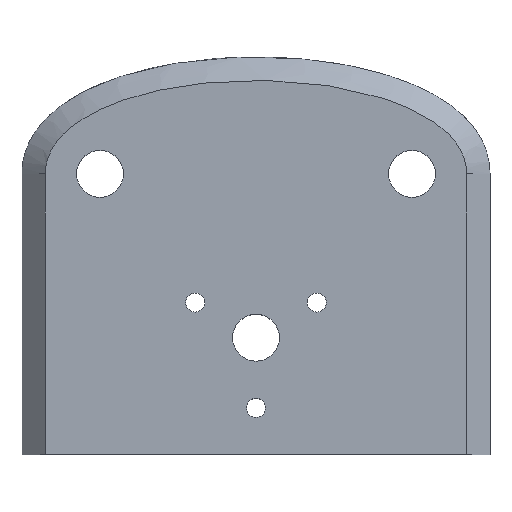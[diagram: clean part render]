
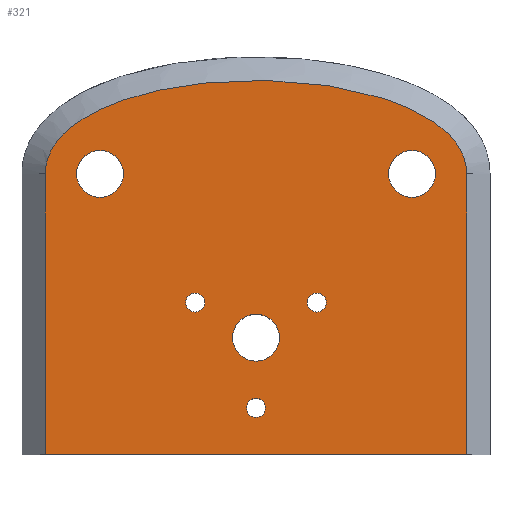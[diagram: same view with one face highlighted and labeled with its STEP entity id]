
A CAD part, top view. The second image highlights one B-rep face of the part: STEP entity #321.
In plain terms, the highlighted planar face has unit normal (0, 0, 1).
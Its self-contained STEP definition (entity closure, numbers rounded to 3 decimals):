
#15=FACE_BOUND('',#68,.T.);
#16=FACE_BOUND('',#69,.T.);
#17=FACE_BOUND('',#70,.T.);
#18=FACE_BOUND('',#71,.T.);
#19=FACE_BOUND('',#72,.T.);
#20=FACE_BOUND('',#73,.T.);
#27=B_SPLINE_CURVE_WITH_KNOTS('',3,(#565,#566,#567,#568,#569,#570,#571,
#572,#573,#574,#575),.UNSPECIFIED.,.F.,.F.,(4,1,1,1,1,1,1,1,4),(-2.,-1.929,
-1.857,-1.714,-1.429,-1.286,
-1.143,-1.071,-1.),.UNSPECIFIED.);
#37=PLANE('',#372);
#52=FACE_OUTER_BOUND('',#67,.T.);
#67=EDGE_LOOP('',(#276,#277,#278,#279));
#68=EDGE_LOOP('',(#280,#281));
#69=EDGE_LOOP('',(#282,#283));
#70=EDGE_LOOP('',(#284,#285));
#71=EDGE_LOOP('',(#286,#287));
#72=EDGE_LOOP('',(#288,#289));
#73=EDGE_LOOP('',(#290,#291));
#90=LINE('',#517,#112);
#93=LINE('',#591,#115);
#101=LINE('',#617,#123);
#112=VECTOR('',#435,10.);
#115=VECTOR('',#440,10.);
#123=VECTOR('',#452,10.);
#125=CIRCLE('',#344,0.611);
#126=CIRCLE('',#345,0.611);
#128=CIRCLE('',#348,0.611);
#129=CIRCLE('',#349,0.611);
#131=CIRCLE('',#352,0.611);
#132=CIRCLE('',#353,0.611);
#134=CIRCLE('',#356,1.5);
#135=CIRCLE('',#357,1.5);
#137=CIRCLE('',#360,1.5);
#138=CIRCLE('',#361,1.5);
#140=CIRCLE('',#364,1.5);
#141=CIRCLE('',#365,1.5);
#143=VERTEX_POINT('',#462);
#144=VERTEX_POINT('',#463);
#146=VERTEX_POINT('',#470);
#147=VERTEX_POINT('',#471);
#149=VERTEX_POINT('',#478);
#150=VERTEX_POINT('',#479);
#152=VERTEX_POINT('',#486);
#153=VERTEX_POINT('',#487);
#155=VERTEX_POINT('',#494);
#156=VERTEX_POINT('',#495);
#158=VERTEX_POINT('',#502);
#159=VERTEX_POINT('',#503);
#161=VERTEX_POINT('',#510);
#164=VERTEX_POINT('',#515);
#166=VERTEX_POINT('',#563);
#168=VERTEX_POINT('',#589);
#173=EDGE_CURVE('',#143,#144,#125,.T.);
#174=EDGE_CURVE('',#144,#143,#126,.T.);
#177=EDGE_CURVE('',#146,#147,#128,.T.);
#178=EDGE_CURVE('',#147,#146,#129,.T.);
#181=EDGE_CURVE('',#149,#150,#131,.T.);
#182=EDGE_CURVE('',#150,#149,#132,.T.);
#185=EDGE_CURVE('',#152,#153,#134,.T.);
#186=EDGE_CURVE('',#153,#152,#135,.T.);
#189=EDGE_CURVE('',#155,#156,#137,.T.);
#190=EDGE_CURVE('',#156,#155,#138,.T.);
#193=EDGE_CURVE('',#158,#159,#140,.T.);
#194=EDGE_CURVE('',#159,#158,#141,.T.);
#200=EDGE_CURVE('',#164,#161,#90,.T.);
#202=EDGE_CURVE('',#166,#164,#27,.T.);
#205=EDGE_CURVE('',#168,#166,#93,.T.);
#214=EDGE_CURVE('',#168,#161,#101,.T.);
#276=ORIENTED_EDGE('',*,*,#205,.F.);
#277=ORIENTED_EDGE('',*,*,#214,.T.);
#278=ORIENTED_EDGE('',*,*,#200,.F.);
#279=ORIENTED_EDGE('',*,*,#202,.F.);
#280=ORIENTED_EDGE('',*,*,#173,.T.);
#281=ORIENTED_EDGE('',*,*,#174,.T.);
#282=ORIENTED_EDGE('',*,*,#177,.T.);
#283=ORIENTED_EDGE('',*,*,#178,.T.);
#284=ORIENTED_EDGE('',*,*,#181,.T.);
#285=ORIENTED_EDGE('',*,*,#182,.T.);
#286=ORIENTED_EDGE('',*,*,#185,.T.);
#287=ORIENTED_EDGE('',*,*,#186,.T.);
#288=ORIENTED_EDGE('',*,*,#189,.T.);
#289=ORIENTED_EDGE('',*,*,#190,.T.);
#290=ORIENTED_EDGE('',*,*,#193,.T.);
#291=ORIENTED_EDGE('',*,*,#194,.T.);
#321=ADVANCED_FACE('',(#52,#15,#16,#17,#18,#19,#20),#37,.T.);
#344=AXIS2_PLACEMENT_3D('',#464,#378,#379);
#345=AXIS2_PLACEMENT_3D('',#465,#380,#381);
#348=AXIS2_PLACEMENT_3D('',#472,#387,#388);
#349=AXIS2_PLACEMENT_3D('',#473,#389,#390);
#352=AXIS2_PLACEMENT_3D('',#480,#396,#397);
#353=AXIS2_PLACEMENT_3D('',#481,#398,#399);
#356=AXIS2_PLACEMENT_3D('',#488,#405,#406);
#357=AXIS2_PLACEMENT_3D('',#489,#407,#408);
#360=AXIS2_PLACEMENT_3D('',#496,#414,#415);
#361=AXIS2_PLACEMENT_3D('',#497,#416,#417);
#364=AXIS2_PLACEMENT_3D('',#504,#423,#424);
#365=AXIS2_PLACEMENT_3D('',#505,#425,#426);
#372=AXIS2_PLACEMENT_3D('',#620,#456,#457);
#378=DIRECTION('center_axis',(0.,0.,-1.));
#379=DIRECTION('ref_axis',(1.,0.,0.));
#380=DIRECTION('center_axis',(0.,0.,-1.));
#381=DIRECTION('ref_axis',(1.,0.,0.));
#387=DIRECTION('center_axis',(0.,0.,-1.));
#388=DIRECTION('ref_axis',(1.,0.,0.));
#389=DIRECTION('center_axis',(0.,0.,-1.));
#390=DIRECTION('ref_axis',(1.,0.,0.));
#396=DIRECTION('center_axis',(0.,0.,-1.));
#397=DIRECTION('ref_axis',(1.,0.,0.));
#398=DIRECTION('center_axis',(0.,0.,-1.));
#399=DIRECTION('ref_axis',(1.,0.,0.));
#405=DIRECTION('center_axis',(0.,0.,-1.));
#406=DIRECTION('ref_axis',(1.,0.,0.));
#407=DIRECTION('center_axis',(0.,0.,-1.));
#408=DIRECTION('ref_axis',(1.,0.,0.));
#414=DIRECTION('center_axis',(0.,0.,-1.));
#415=DIRECTION('ref_axis',(1.,0.,0.));
#416=DIRECTION('center_axis',(0.,0.,-1.));
#417=DIRECTION('ref_axis',(1.,0.,0.));
#423=DIRECTION('center_axis',(0.,0.,-1.));
#424=DIRECTION('ref_axis',(1.,0.,0.));
#425=DIRECTION('center_axis',(0.,0.,-1.));
#426=DIRECTION('ref_axis',(1.,0.,0.));
#435=DIRECTION('',(0.,-1.,0.));
#440=DIRECTION('',(0.,1.,0.));
#452=DIRECTION('',(1.,0.,0.));
#456=DIRECTION('center_axis',(0.,0.,1.));
#457=DIRECTION('ref_axis',(1.,0.,0.));
#462=CARTESIAN_POINT('',(-3.287,9.75,3.));
#463=CARTESIAN_POINT('',(-4.508,9.75,3.));
#464=CARTESIAN_POINT('Origin',(-3.897,9.75,3.));
#465=CARTESIAN_POINT('Origin',(-3.897,9.75,3.));
#470=CARTESIAN_POINT('',(4.508,9.75,3.));
#471=CARTESIAN_POINT('',(3.287,9.75,3.));
#472=CARTESIAN_POINT('Origin',(3.897,9.75,3.));
#473=CARTESIAN_POINT('Origin',(3.897,9.75,3.));
#478=CARTESIAN_POINT('',(0.61,3.,3.));
#479=CARTESIAN_POINT('',(-0.611,3.,3.));
#480=CARTESIAN_POINT('Origin',(0.,3.,3.));
#481=CARTESIAN_POINT('Origin',(0.,3.,3.));
#486=CARTESIAN_POINT('',(1.5,7.5,3.));
#487=CARTESIAN_POINT('',(-1.5,7.5,3.));
#488=CARTESIAN_POINT('Origin',(0.,7.5,3.));
#489=CARTESIAN_POINT('Origin',(0.,7.5,3.));
#494=CARTESIAN_POINT('',(-8.5,18.,3.));
#495=CARTESIAN_POINT('',(-11.5,18.,3.));
#496=CARTESIAN_POINT('Origin',(-10.,18.,3.));
#497=CARTESIAN_POINT('Origin',(-10.,18.,3.));
#502=CARTESIAN_POINT('',(11.5,18.,3.));
#503=CARTESIAN_POINT('',(8.5,18.,3.));
#504=CARTESIAN_POINT('Origin',(10.,18.,3.));
#505=CARTESIAN_POINT('Origin',(10.,18.,3.));
#510=CARTESIAN_POINT('',(13.5,0.,3.));
#515=CARTESIAN_POINT('',(13.5,18.,3.));
#517=CARTESIAN_POINT('',(13.5,5.166,3.));
#563=CARTESIAN_POINT('',(-13.5,18.,3.));
#565=CARTESIAN_POINT('Ctrl Pts',(-13.5,18.,3.));
#566=CARTESIAN_POINT('Ctrl Pts',(-13.5,18.5,3.));
#567=CARTESIAN_POINT('Ctrl Pts',(-13.299,19.365,3.));
#568=CARTESIAN_POINT('Ctrl Pts',(-12.12,21.028,3.));
#569=CARTESIAN_POINT('Ctrl Pts',(-7.546,23.638,3.));
#570=CARTESIAN_POINT('Ctrl Pts',(1.243,24.442,3.));
#571=CARTESIAN_POINT('Ctrl Pts',(8.858,22.884,3.));
#572=CARTESIAN_POINT('Ctrl Pts',(12.118,21.031,3.));
#573=CARTESIAN_POINT('Ctrl Pts',(13.3,19.364,3.));
#574=CARTESIAN_POINT('Ctrl Pts',(13.5,18.5,3.));
#575=CARTESIAN_POINT('Ctrl Pts',(13.5,18.,3.));
#589=CARTESIAN_POINT('',(-13.5,0.,3.));
#591=CARTESIAN_POINT('',(-13.5,14.166,3.));
#617=CARTESIAN_POINT('',(-15.,0.,3.));
#620=CARTESIAN_POINT('Origin',(0.,10.332,3.));
